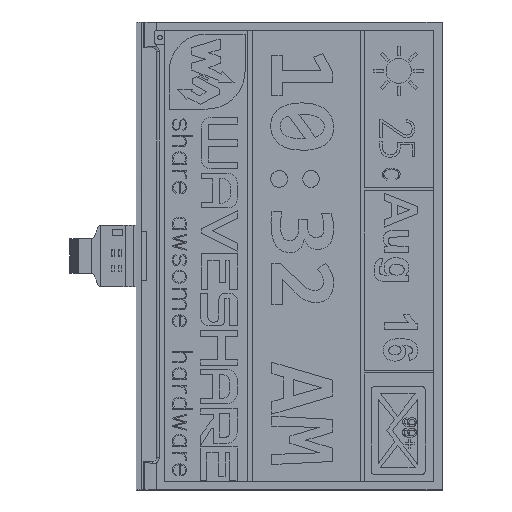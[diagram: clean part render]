
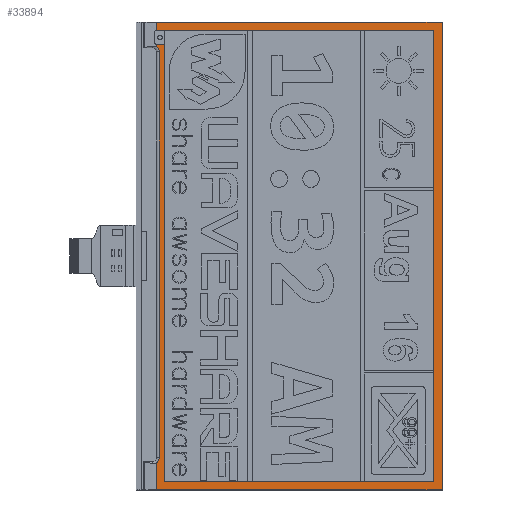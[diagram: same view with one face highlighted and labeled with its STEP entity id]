
A CAD part, top view. The second image highlights one B-rep face of the part: STEP entity #33894.
In plain terms, the highlighted planar face has unit normal (0, 0, 1).
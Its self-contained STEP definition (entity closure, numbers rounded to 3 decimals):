
#562=CIRCLE('',#35313,1.087);
#563=CIRCLE('',#35314,1.087);
#564=CIRCLE('',#35315,2.288);
#565=CIRCLE('',#35316,2.288);
#1579=ORIENTED_EDGE('',*,*,#8742,.F.);
#1580=ORIENTED_EDGE('',*,*,#8743,.T.);
#1581=ORIENTED_EDGE('',*,*,#8744,.F.);
#1582=ORIENTED_EDGE('',*,*,#8745,.T.);
#1583=ORIENTED_EDGE('',*,*,#8746,.T.);
#1584=ORIENTED_EDGE('',*,*,#8747,.T.);
#1585=ORIENTED_EDGE('',*,*,#8740,.T.);
#1586=ORIENTED_EDGE('',*,*,#8748,.F.);
#1587=ORIENTED_EDGE('',*,*,#8749,.F.);
#1588=ORIENTED_EDGE('',*,*,#8750,.T.);
#1589=ORIENTED_EDGE('',*,*,#8751,.T.);
#1590=ORIENTED_EDGE('',*,*,#8752,.T.);
#1591=ORIENTED_EDGE('',*,*,#8753,.T.);
#1592=ORIENTED_EDGE('',*,*,#8754,.T.);
#1593=ORIENTED_EDGE('',*,*,#8755,.F.);
#1594=ORIENTED_EDGE('',*,*,#8756,.F.);
#8740=EDGE_CURVE('',#12311,#12310,#14664,.T.);
#8742=EDGE_CURVE('',#12312,#12313,#14666,.T.);
#8743=EDGE_CURVE('',#12312,#12314,#14667,.T.);
#8744=EDGE_CURVE('',#12315,#12314,#562,.T.);
#8745=EDGE_CURVE('',#12315,#12316,#14668,.T.);
#8746=EDGE_CURVE('',#12316,#12317,#14669,.T.);
#8747=EDGE_CURVE('',#12317,#12311,#14670,.T.);
#8748=EDGE_CURVE('',#12318,#12310,#14671,.T.);
#8749=EDGE_CURVE('',#12319,#12318,#563,.T.);
#8750=EDGE_CURVE('',#12319,#12320,#14672,.T.);
#8751=EDGE_CURVE('',#12320,#12321,#564,.T.);
#8752=EDGE_CURVE('',#12321,#12322,#14673,.T.);
#8753=EDGE_CURVE('',#12322,#12323,#565,.T.);
#8754=EDGE_CURVE('',#12323,#12324,#14674,.T.);
#8755=EDGE_CURVE('',#12325,#12324,#14675,.T.);
#8756=EDGE_CURVE('',#12313,#12325,#14676,.T.);
#12310=VERTEX_POINT('',#45078);
#12311=VERTEX_POINT('',#45080);
#12312=VERTEX_POINT('',#45084);
#12313=VERTEX_POINT('',#45085);
#12314=VERTEX_POINT('',#45087);
#12315=VERTEX_POINT('',#45089);
#12316=VERTEX_POINT('',#45091);
#12317=VERTEX_POINT('',#45093);
#12318=VERTEX_POINT('',#45096);
#12319=VERTEX_POINT('',#45098);
#12320=VERTEX_POINT('',#45100);
#12321=VERTEX_POINT('',#45102);
#12322=VERTEX_POINT('',#45104);
#12323=VERTEX_POINT('',#45106);
#12324=VERTEX_POINT('',#45108);
#12325=VERTEX_POINT('',#45110);
#14664=LINE('',#45079,#17807);
#14666=LINE('',#45083,#17809);
#14667=LINE('',#45086,#17810);
#14668=LINE('',#45090,#17811);
#14669=LINE('',#45092,#17812);
#14670=LINE('',#45094,#17813);
#14671=LINE('',#45095,#17814);
#14672=LINE('',#45099,#17815);
#14673=LINE('',#45103,#17816);
#14674=LINE('',#45107,#17817);
#14675=LINE('',#45109,#17818);
#14676=LINE('',#45111,#17819);
#17807=VECTOR('',#37633,1000.);
#17809=VECTOR('',#37637,1000.);
#17810=VECTOR('',#37638,1000.);
#17811=VECTOR('',#37641,1000.);
#17812=VECTOR('',#37642,1000.);
#17813=VECTOR('',#37643,1000.);
#17814=VECTOR('',#37644,1000.);
#17815=VECTOR('',#37647,1000.);
#17816=VECTOR('',#37650,1000.);
#17817=VECTOR('',#37653,1000.);
#17818=VECTOR('',#37654,1000.);
#17819=VECTOR('',#37655,1000.);
#20214=EDGE_LOOP('',(#1579,#1580,#1581,#1582,#1583,#1584,#1585,#1586,#1587,
#1588,#1589,#1590,#1591,#1592,#1593,#1594));
#21714=FACE_BOUND('',#20214,.T.);
#23129=PLANE('',#35312);
#33894=ADVANCED_FACE('',(#21714),#23129,.F.);
#35312=AXIS2_PLACEMENT_3D('',#45082,#37635,#37636);
#35313=AXIS2_PLACEMENT_3D('',#45088,#37639,#37640);
#35314=AXIS2_PLACEMENT_3D('',#45097,#37645,#37646);
#35315=AXIS2_PLACEMENT_3D('',#45101,#37648,#37649);
#35316=AXIS2_PLACEMENT_3D('',#45105,#37651,#37652);
#37633=DIRECTION('',(0.,1.,0.));
#37635=DIRECTION('',(0.,0.,-1.));
#37636=DIRECTION('',(-1.,0.,0.));
#37637=DIRECTION('',(1.,0.,0.));
#37638=DIRECTION('',(0.,-1.,0.));
#37639=DIRECTION('',(0.,0.,1.));
#37640=DIRECTION('',(0.,-1.,0.));
#37641=DIRECTION('',(1.,0.,0.));
#37642=DIRECTION('',(0.,-1.,0.));
#37643=DIRECTION('',(-1.,0.,0.));
#37644=DIRECTION('',(1.,0.,0.));
#37645=DIRECTION('',(0.,0.,1.));
#37646=DIRECTION('',(0.,1.,0.));
#37647=DIRECTION('',(0.,-1.,0.));
#37648=DIRECTION('',(0.,0.,-1.));
#37649=DIRECTION('',(-1.,0.,0.));
#37650=DIRECTION('',(0.,-1.,0.));
#37651=DIRECTION('',(0.,0.,-1.));
#37652=DIRECTION('',(-1.,0.,0.));
#37653=DIRECTION('',(0.,-1.,0.));
#37654=DIRECTION('',(-1.,0.,0.));
#37655=DIRECTION('',(0.,-1.,0.));
#45078=CARTESIAN_POINT('',(-45.19,77.022,1.19));
#45079=CARTESIAN_POINT('',(-45.19,-82.2,1.19));
#45080=CARTESIAN_POINT('',(-45.19,-82.2,1.19));
#45082=CARTESIAN_POINT('',(0.,0.,1.19));
#45083=CARTESIAN_POINT('',(-55.71,85.2,1.19));
#45084=CARTESIAN_POINT('',(-48.299,85.2,1.19));
#45085=CARTESIAN_POINT('',(55.71,85.2,1.19));
#45086=CARTESIAN_POINT('',(-48.299,155.16,1.19));
#45087=CARTESIAN_POINT('',(-48.299,82.174,1.19));
#45088=CARTESIAN_POINT('',(-48.062,81.113,1.19));
#45089=CARTESIAN_POINT('',(-48.062,82.2,1.19));
#45090=CARTESIAN_POINT('',(-45.19,82.2,1.19));
#45091=CARTESIAN_POINT('',(52.73,82.2,1.19));
#45092=CARTESIAN_POINT('',(52.73,82.2,1.19));
#45093=CARTESIAN_POINT('',(52.73,-82.2,1.19));
#45094=CARTESIAN_POINT('',(52.73,-82.2,1.19));
#45095=CARTESIAN_POINT('',(-48.062,77.022,1.19));
#45096=CARTESIAN_POINT('',(-48.062,77.022,1.19));
#45097=CARTESIAN_POINT('',(-48.062,78.109,1.19));
#45098=CARTESIAN_POINT('',(-48.299,77.048,1.19));
#45099=CARTESIAN_POINT('',(-48.299,155.16,1.19));
#45100=CARTESIAN_POINT('',(-48.299,76.246,1.19));
#45101=CARTESIAN_POINT('',(-49.59,74.357,1.19));
#45102=CARTESIAN_POINT('',(-47.302,74.357,1.19));
#45103=CARTESIAN_POINT('',(-47.302,0.,1.19));
#45104=CARTESIAN_POINT('',(-47.302,-73.47,1.19));
#45105=CARTESIAN_POINT('',(-49.59,-73.47,1.19));
#45106=CARTESIAN_POINT('',(-48.299,-75.359,1.19));
#45107=CARTESIAN_POINT('',(-48.299,155.16,1.19));
#45108=CARTESIAN_POINT('',(-48.299,-85.2,1.19));
#45109=CARTESIAN_POINT('',(55.71,-85.2,1.19));
#45110=CARTESIAN_POINT('',(55.71,-85.2,1.19));
#45111=CARTESIAN_POINT('',(55.71,85.2,1.19));
